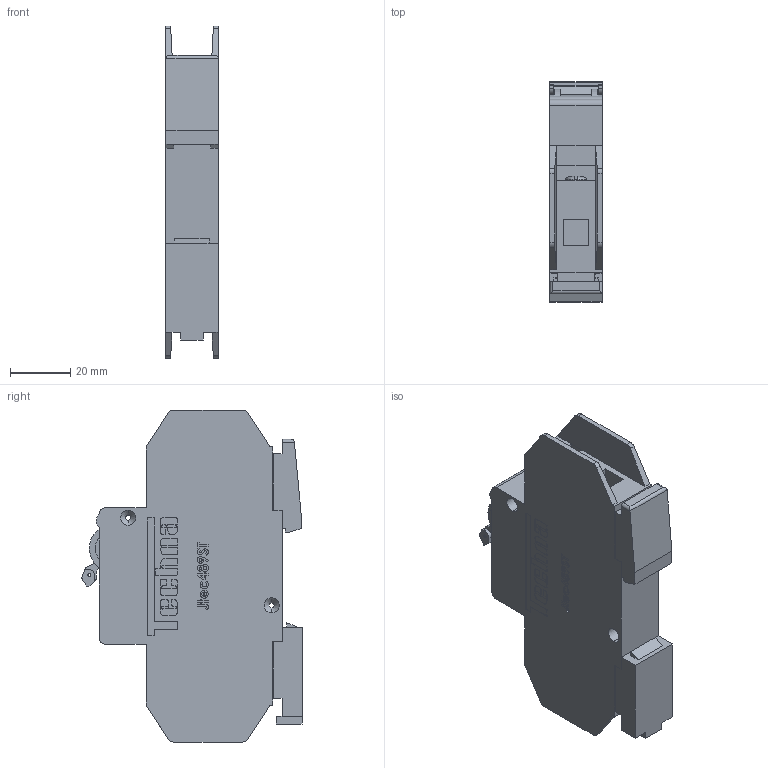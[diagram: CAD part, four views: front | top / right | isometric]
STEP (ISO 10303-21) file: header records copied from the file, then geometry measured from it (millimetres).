
FILE_DESCRIPTION (( 'STEP AP214' ), '1' );
FILE_NAME ('Jtec489ST-W.STEP', '2020-05-27T12:44:58', ( '' ), ( '' ), 'SwSTEP 2.0', 'SolidWorks 2020', '' );
FILE_SCHEMA (( 'AUTOMOTIVE_DESIGN' ));
Length unit declared in the file: millimetre
Products named in the file (1): Jtec489ST-W
Bounding box: 17.66 x 72.91 x 110 mm (x, y, z)
Volume: 84888.1 mm3; surface area: 24463.1 mm2
Topology: 3 solids, 3 shells, 865 faces, 2362 edges, 1562 vertices
Faces by surface type: plane 499, cylinder 236, bspline 126, cone 4
Entity records: 41254 total; most frequent: CARTESIAN_POINT 11592, ORIENTED_EDGE 4724, DIRECTION 4054, EDGE_CURVE 2362, LINE 1622, VECTOR 1622, VERTEX_POINT 1562, AXIS2_PLACEMENT_3D 1216
